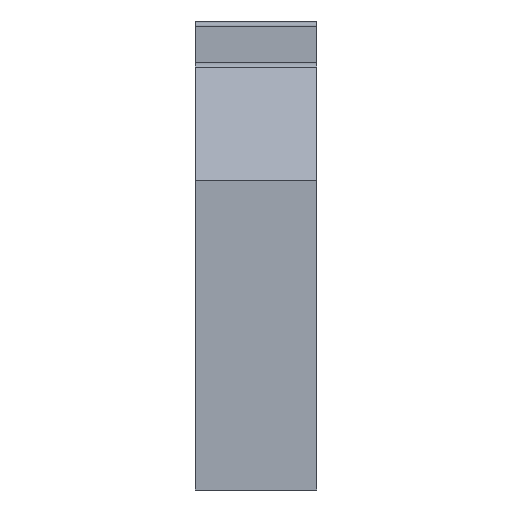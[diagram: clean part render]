
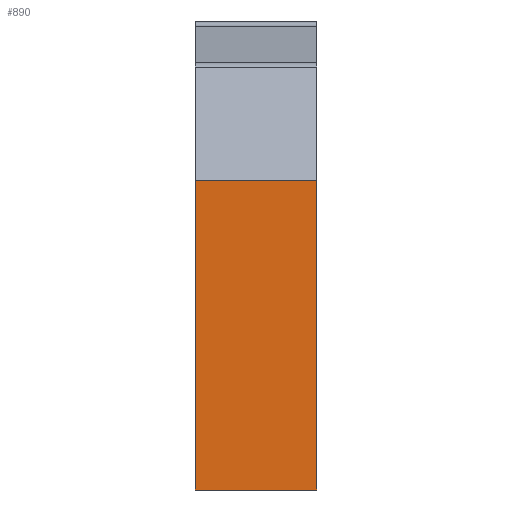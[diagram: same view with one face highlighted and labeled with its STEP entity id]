
A CAD part, left-side view. The second image highlights one B-rep face of the part: STEP entity #890.
In plain terms, the highlighted planar face has unit normal (-1, 0, 0).
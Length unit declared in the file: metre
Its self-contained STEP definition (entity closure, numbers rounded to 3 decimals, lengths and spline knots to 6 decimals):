
#78=FACE_OUTER_BOUND('',#125,.T.);
#125=EDGE_LOOP('',(#736,#737,#738,#739));
#169=LINE('',#1244,#260);
#190=LINE('',#1301,#281);
#202=LINE('',#1327,#293);
#247=LINE('',#1441,#338);
#260=VECTOR('',#997,0.015329);
#281=VECTOR('',#1042,0.006);
#293=VECTOR('',#1068,0.006);
#338=VECTOR('',#1197,0.015329);
#359=VERTEX_POINT('',#1241);
#360=VERTEX_POINT('',#1243);
#384=VERTEX_POINT('',#1300);
#391=VERTEX_POINT('',#1326);
#439=EDGE_CURVE('',#359,#360,#169,.T.);
#467=EDGE_CURVE('',#384,#359,#190,.T.);
#480=EDGE_CURVE('',#360,#391,#202,.T.);
#537=EDGE_CURVE('',#384,#391,#247,.T.);
#736=ORIENTED_EDGE('',*,*,#537,.T.);
#737=ORIENTED_EDGE('',*,*,#480,.F.);
#738=ORIENTED_EDGE('',*,*,#439,.F.);
#739=ORIENTED_EDGE('',*,*,#467,.F.);
#803=PLANE('',#963);
#890=ADVANCED_FACE('',(#78),#803,.F.);
#963=AXIS2_PLACEMENT_3D('',#1440,#1195,#1196);
#997=DIRECTION('',(0.,0.,1.));
#1042=DIRECTION('',(0.,1.,0.));
#1068=DIRECTION('',(0.,-1.,0.));
#1195=DIRECTION('center_axis',(1.,0.,0.));
#1196=DIRECTION('ref_axis',(0.,0.,-1.));
#1197=DIRECTION('',(0.,0.,1.));
#1241=CARTESIAN_POINT('',(0.,0.006,0.));
#1243=CARTESIAN_POINT('',(0.,0.006,0.015329));
#1244=CARTESIAN_POINT('',(0.,0.006,0.));
#1300=CARTESIAN_POINT('',(0.,0.,0.));
#1301=CARTESIAN_POINT('',(0.,0.,0.));
#1326=CARTESIAN_POINT('',(0.,0.,0.015329));
#1327=CARTESIAN_POINT('',(0.,0.006,0.015329));
#1440=CARTESIAN_POINT('Origin',(0.,0.00075,0.015329));
#1441=CARTESIAN_POINT('',(0.,0.,0.));
